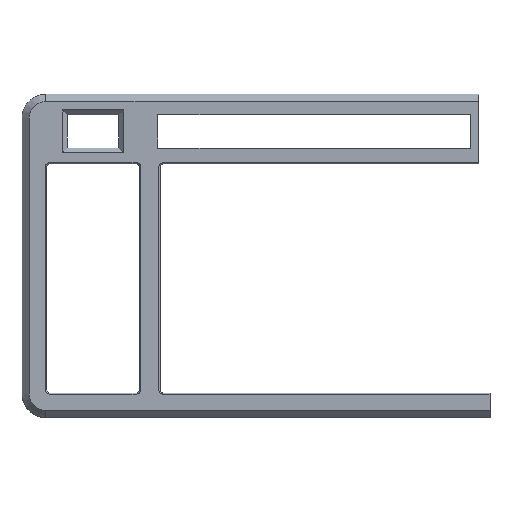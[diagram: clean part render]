
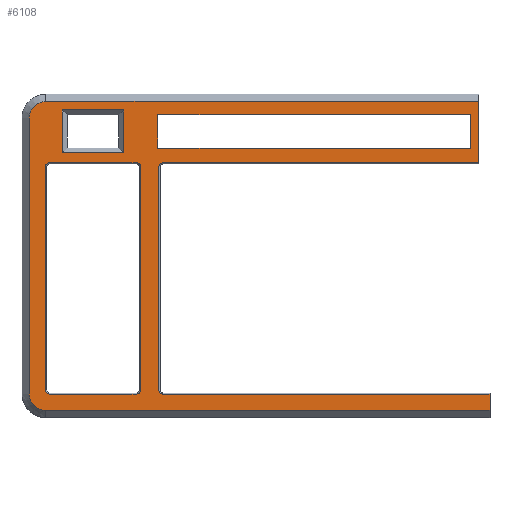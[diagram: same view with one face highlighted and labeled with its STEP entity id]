
A CAD part, top view. The second image highlights one B-rep face of the part: STEP entity #6108.
In plain terms, the highlighted planar face has unit normal (0, 0, 1).
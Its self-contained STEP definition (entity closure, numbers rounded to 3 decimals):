
#51=FACE_BOUND('',#791,.T.);
#52=FACE_BOUND('',#792,.T.);
#53=FACE_BOUND('',#793,.T.);
#174=PLANE('',#6651);
#444=FACE_OUTER_BOUND('',#790,.T.);
#790=EDGE_LOOP('',(#5119,#5120,#5121,#5122,#5123,#5124,#5125,#5126,#5127,
#5128,#5129,#5130));
#791=EDGE_LOOP('',(#5131,#5132,#5133,#5134));
#792=EDGE_LOOP('',(#5135,#5136,#5137,#5138));
#793=EDGE_LOOP('',(#5139,#5140,#5141,#5142,#5143,#5144,#5145,#5146));
#1008=LINE('',#8944,#1646);
#1296=LINE('',#9723,#1934);
#1360=LINE('',#9928,#1998);
#1376=LINE('',#9974,#2014);
#1381=LINE('',#9986,#2019);
#1384=LINE('',#9995,#2022);
#1387=LINE('',#10006,#2025);
#1391=LINE('',#10018,#2029);
#1392=LINE('',#10020,#2030);
#1393=LINE('',#10024,#2031);
#1394=LINE('',#10027,#2032);
#1395=LINE('',#10029,#2033);
#1396=LINE('',#10033,#2034);
#1397=LINE('',#10037,#2035);
#1398=LINE('',#10039,#2036);
#1399=LINE('',#10041,#2037);
#1400=LINE('',#10042,#2038);
#1401=LINE('',#10044,#2039);
#1402=LINE('',#10046,#2040);
#1403=LINE('',#10047,#2041);
#1646=VECTOR('',#7066,10.);
#1934=VECTOR('',#7826,10.);
#1998=VECTOR('',#8002,10.);
#2014=VECTOR('',#8038,10.);
#2019=VECTOR('',#8051,10.);
#2022=VECTOR('',#8062,10.);
#2025=VECTOR('',#8073,10.);
#2029=VECTOR('',#8091,10.);
#2030=VECTOR('',#8092,10.);
#2031=VECTOR('',#8095,10.);
#2032=VECTOR('',#8098,10.);
#2033=VECTOR('',#8099,10.);
#2034=VECTOR('',#8102,10.);
#2035=VECTOR('',#8105,10.);
#2036=VECTOR('',#8106,10.);
#2037=VECTOR('',#8107,10.);
#2038=VECTOR('',#8108,10.);
#2039=VECTOR('',#8109,10.);
#2040=VECTOR('',#8110,10.);
#2041=VECTOR('',#8111,10.);
#2406=CIRCLE('',#6634,2.);
#2408=CIRCLE('',#6638,2.);
#2410=CIRCLE('',#6642,2.);
#2412=CIRCLE('',#6646,2.);
#2414=CIRCLE('',#6652,7.);
#2415=CIRCLE('',#6653,7.);
#2416=CIRCLE('',#6654,2.);
#2417=CIRCLE('',#6655,2.);
#2589=VERTEX_POINT('',#8941);
#2590=VERTEX_POINT('',#8943);
#2826=VERTEX_POINT('',#9720);
#2827=VERTEX_POINT('',#9722);
#2911=VERTEX_POINT('',#9925);
#2912=VERTEX_POINT('',#9927);
#2931=VERTEX_POINT('',#9971);
#2932=VERTEX_POINT('',#9973);
#2934=VERTEX_POINT('',#9979);
#2935=VERTEX_POINT('',#9984);
#2936=VERTEX_POINT('',#9988);
#2937=VERTEX_POINT('',#9993);
#2939=VERTEX_POINT('',#9998);
#2941=VERTEX_POINT('',#10004);
#2942=VERTEX_POINT('',#10017);
#2943=VERTEX_POINT('',#10019);
#2944=VERTEX_POINT('',#10021);
#2945=VERTEX_POINT('',#10023);
#2946=VERTEX_POINT('',#10025);
#2947=VERTEX_POINT('',#10028);
#2948=VERTEX_POINT('',#10030);
#2949=VERTEX_POINT('',#10032);
#2950=VERTEX_POINT('',#10035);
#2951=VERTEX_POINT('',#10036);
#2952=VERTEX_POINT('',#10038);
#2953=VERTEX_POINT('',#10040);
#2954=VERTEX_POINT('',#10043);
#2955=VERTEX_POINT('',#10045);
#3189=EDGE_CURVE('',#2590,#2589,#1008,.T.);
#3573=EDGE_CURVE('',#2827,#2826,#1296,.T.);
#3675=EDGE_CURVE('',#2912,#2911,#1360,.T.);
#3697=EDGE_CURVE('',#2931,#2932,#1376,.T.);
#3701=EDGE_CURVE('',#2934,#2931,#2406,.T.);
#3704=EDGE_CURVE('',#2935,#2934,#1381,.T.);
#3706=EDGE_CURVE('',#2936,#2935,#2408,.T.);
#3709=EDGE_CURVE('',#2937,#2936,#1384,.T.);
#3711=EDGE_CURVE('',#2939,#2937,#2410,.T.);
#3714=EDGE_CURVE('',#2941,#2939,#1387,.T.);
#3716=EDGE_CURVE('',#2932,#2941,#2412,.T.);
#3720=EDGE_CURVE('',#2827,#2942,#1391,.T.);
#3721=EDGE_CURVE('',#2943,#2826,#1392,.T.);
#3722=EDGE_CURVE('',#2944,#2943,#2414,.T.);
#3723=EDGE_CURVE('',#2945,#2944,#1393,.T.);
#3724=EDGE_CURVE('',#2946,#2945,#2415,.T.);
#3725=EDGE_CURVE('',#2590,#2946,#1394,.T.);
#3726=EDGE_CURVE('',#2947,#2589,#1395,.T.);
#3727=EDGE_CURVE('',#2948,#2947,#2416,.T.);
#3728=EDGE_CURVE('',#2949,#2948,#1396,.T.);
#3729=EDGE_CURVE('',#2942,#2949,#2417,.T.);
#3730=EDGE_CURVE('',#2950,#2951,#1397,.T.);
#3731=EDGE_CURVE('',#2952,#2950,#1398,.T.);
#3732=EDGE_CURVE('',#2953,#2952,#1399,.T.);
#3733=EDGE_CURVE('',#2951,#2953,#1400,.T.);
#3734=EDGE_CURVE('',#2954,#2912,#1401,.T.);
#3735=EDGE_CURVE('',#2911,#2955,#1402,.T.);
#3736=EDGE_CURVE('',#2955,#2954,#1403,.T.);
#5119=ORIENTED_EDGE('',*,*,#3720,.F.);
#5120=ORIENTED_EDGE('',*,*,#3573,.T.);
#5121=ORIENTED_EDGE('',*,*,#3721,.F.);
#5122=ORIENTED_EDGE('',*,*,#3722,.F.);
#5123=ORIENTED_EDGE('',*,*,#3723,.F.);
#5124=ORIENTED_EDGE('',*,*,#3724,.F.);
#5125=ORIENTED_EDGE('',*,*,#3725,.F.);
#5126=ORIENTED_EDGE('',*,*,#3189,.T.);
#5127=ORIENTED_EDGE('',*,*,#3726,.F.);
#5128=ORIENTED_EDGE('',*,*,#3727,.F.);
#5129=ORIENTED_EDGE('',*,*,#3728,.F.);
#5130=ORIENTED_EDGE('',*,*,#3729,.F.);
#5131=ORIENTED_EDGE('',*,*,#3730,.F.);
#5132=ORIENTED_EDGE('',*,*,#3731,.F.);
#5133=ORIENTED_EDGE('',*,*,#3732,.F.);
#5134=ORIENTED_EDGE('',*,*,#3733,.F.);
#5135=ORIENTED_EDGE('',*,*,#3734,.T.);
#5136=ORIENTED_EDGE('',*,*,#3675,.T.);
#5137=ORIENTED_EDGE('',*,*,#3735,.T.);
#5138=ORIENTED_EDGE('',*,*,#3736,.T.);
#5139=ORIENTED_EDGE('',*,*,#3697,.F.);
#5140=ORIENTED_EDGE('',*,*,#3701,.F.);
#5141=ORIENTED_EDGE('',*,*,#3704,.F.);
#5142=ORIENTED_EDGE('',*,*,#3706,.F.);
#5143=ORIENTED_EDGE('',*,*,#3709,.F.);
#5144=ORIENTED_EDGE('',*,*,#3711,.F.);
#5145=ORIENTED_EDGE('',*,*,#3714,.F.);
#5146=ORIENTED_EDGE('',*,*,#3716,.F.);
#6108=ADVANCED_FACE('',(#444,#51,#52,#53),#174,.T.);
#6634=AXIS2_PLACEMENT_3D('',#9981,#8044,#8045);
#6638=AXIS2_PLACEMENT_3D('',#9990,#8055,#8056);
#6642=AXIS2_PLACEMENT_3D('',#10000,#8066,#8067);
#6646=AXIS2_PLACEMENT_3D('',#10009,#8077,#8078);
#6651=AXIS2_PLACEMENT_3D('',#10016,#8089,#8090);
#6652=AXIS2_PLACEMENT_3D('',#10022,#8093,#8094);
#6653=AXIS2_PLACEMENT_3D('',#10026,#8096,#8097);
#6654=AXIS2_PLACEMENT_3D('',#10031,#8100,#8101);
#6655=AXIS2_PLACEMENT_3D('',#10034,#8103,#8104);
#7066=DIRECTION('',(0.,1.,0.));
#7826=DIRECTION('',(0.,1.,0.));
#8002=DIRECTION('',(0.,-1.,0.));
#8038=DIRECTION('',(0.,1.,0.));
#8044=DIRECTION('center_axis',(0.,0.,1.));
#8045=DIRECTION('ref_axis',(0.,-1.,0.));
#8051=DIRECTION('',(1.,0.,0.));
#8055=DIRECTION('center_axis',(0.,0.,1.));
#8056=DIRECTION('ref_axis',(-1.,0.,0.));
#8062=DIRECTION('',(0.,-1.,0.));
#8066=DIRECTION('center_axis',(0.,0.,1.));
#8067=DIRECTION('ref_axis',(0.,1.,0.));
#8073=DIRECTION('',(-1.,0.,0.));
#8077=DIRECTION('center_axis',(0.,0.,1.));
#8078=DIRECTION('ref_axis',(1.,0.,0.));
#8089=DIRECTION('center_axis',(0.,0.,1.));
#8090=DIRECTION('ref_axis',(-1.,0.,0.));
#8091=DIRECTION('',(-1.,0.,0.));
#8092=DIRECTION('',(1.,0.,0.));
#8093=DIRECTION('center_axis',(0.,0.,-1.));
#8094=DIRECTION('ref_axis',(0.,1.,0.));
#8095=DIRECTION('',(0.,1.,0.));
#8096=DIRECTION('center_axis',(0.,0.,-1.));
#8097=DIRECTION('ref_axis',(-1.,0.,0.));
#8098=DIRECTION('',(-1.,0.,0.));
#8099=DIRECTION('',(1.,0.,0.));
#8100=DIRECTION('center_axis',(0.,0.,1.));
#8101=DIRECTION('ref_axis',(-1.,0.,0.));
#8102=DIRECTION('',(0.,-1.,0.));
#8103=DIRECTION('center_axis',(0.,0.,1.));
#8104=DIRECTION('ref_axis',(0.,1.,0.));
#8105=DIRECTION('',(1.,0.,0.));
#8106=DIRECTION('',(0.,-1.,0.));
#8107=DIRECTION('',(-1.,0.,0.));
#8108=DIRECTION('',(0.,1.,0.));
#8109=DIRECTION('',(1.,0.,0.));
#8110=DIRECTION('',(-1.,0.,0.));
#8111=DIRECTION('',(0.,1.,0.));
#8941=CARTESIAN_POINT('',(185.588,-96.225,8.6));
#8943=CARTESIAN_POINT('',(185.588,-103.025,8.6));
#8944=CARTESIAN_POINT('',(185.588,-95.725,8.6));
#9720=CARTESIAN_POINT('',(180.825,26.635,8.6));
#9722=CARTESIAN_POINT('',(180.825,0.975,8.6));
#9723=CARTESIAN_POINT('',(180.825,0.475,8.6));
#9925=CARTESIAN_POINT('',(177.535,7.055,8.6));
#9927=CARTESIAN_POINT('',(177.535,21.055,8.6));
#9928=CARTESIAN_POINT('',(177.535,21.055,8.6));
#9971=CARTESIAN_POINT('',(39.075,-94.225,8.6));
#9973=CARTESIAN_POINT('',(39.075,-1.025,8.6));
#9974=CARTESIAN_POINT('',(39.075,-19.61,8.6));
#9979=CARTESIAN_POINT('',(37.075,-96.225,8.6));
#9981=CARTESIAN_POINT('Origin',(37.075,-94.225,8.6));
#9984=CARTESIAN_POINT('',(1.025,-96.225,8.6));
#9986=CARTESIAN_POINT('',(62.241,-96.225,8.6));
#9988=CARTESIAN_POINT('',(-0.975,-94.225,8.6));
#9990=CARTESIAN_POINT('Origin',(1.025,-94.225,8.6));
#9993=CARTESIAN_POINT('',(-0.975,-1.025,8.6));
#9995=CARTESIAN_POINT('',(-0.975,-66.21,8.6));
#9998=CARTESIAN_POINT('',(1.025,0.975,8.6));
#10000=CARTESIAN_POINT('Origin',(1.025,-1.025,8.6));
#10004=CARTESIAN_POINT('',(37.075,0.975,8.6));
#10006=CARTESIAN_POINT('',(44.216,0.975,8.6));
#10009=CARTESIAN_POINT('Origin',(37.075,-1.025,8.6));
#10016=CARTESIAN_POINT('Origin',(87.406,-38.195,8.6));
#10017=CARTESIAN_POINT('',(48.65,0.975,8.6));
#10018=CARTESIAN_POINT('',(68.028,0.975,8.6));
#10019=CARTESIAN_POINT('',(-0.775,26.635,8.6));
#10020=CARTESIAN_POINT('',(134.116,26.635,8.6));
#10021=CARTESIAN_POINT('',(-7.775,19.635,8.6));
#10022=CARTESIAN_POINT('Origin',(-0.775,19.635,8.6));
#10023=CARTESIAN_POINT('',(-7.775,-96.025,8.6));
#10024=CARTESIAN_POINT('',(-7.775,-9.28,8.6));
#10025=CARTESIAN_POINT('',(-0.775,-103.025,8.6));
#10026=CARTESIAN_POINT('Origin',(-0.775,-96.025,8.6));
#10027=CARTESIAN_POINT('',(43.316,-103.025,8.6));
#10028=CARTESIAN_POINT('',(48.65,-96.225,8.6));
#10029=CARTESIAN_POINT('',(136.497,-96.225,8.6));
#10030=CARTESIAN_POINT('',(46.65,-94.225,8.6));
#10031=CARTESIAN_POINT('Origin',(48.65,-94.225,8.6));
#10032=CARTESIAN_POINT('',(46.65,-1.025,8.6));
#10033=CARTESIAN_POINT('',(46.65,-66.21,8.6));
#10034=CARTESIAN_POINT('Origin',(48.65,-1.025,8.6));
#10035=CARTESIAN_POINT('',(6.2,5.055,8.6));
#10036=CARTESIAN_POINT('',(31.9,5.055,8.6));
#10037=CARTESIAN_POINT('',(58.653,5.055,8.6));
#10038=CARTESIAN_POINT('',(6.2,23.055,8.6));
#10039=CARTESIAN_POINT('',(6.2,-15.57,8.6));
#10040=CARTESIAN_POINT('',(31.9,23.055,8.6));
#10041=CARTESIAN_POINT('',(47.803,23.055,8.6));
#10042=CARTESIAN_POINT('',(31.9,-8.57,8.6));
#10043=CARTESIAN_POINT('',(46.235,21.055,8.6));
#10044=CARTESIAN_POINT('',(46.235,21.055,8.6));
#10045=CARTESIAN_POINT('',(46.235,7.055,8.6));
#10046=CARTESIAN_POINT('',(177.535,7.055,8.6));
#10047=CARTESIAN_POINT('',(46.235,7.055,8.6));
